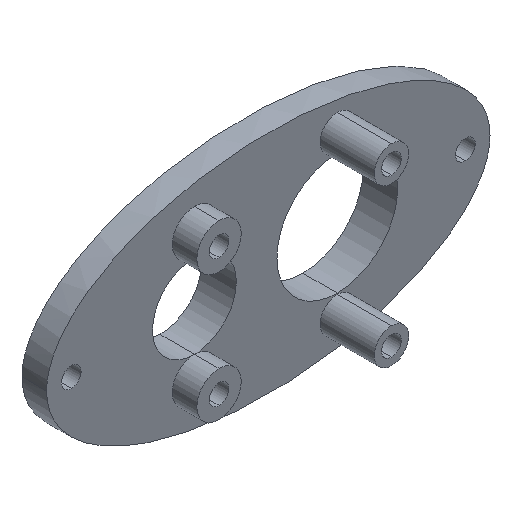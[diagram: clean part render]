
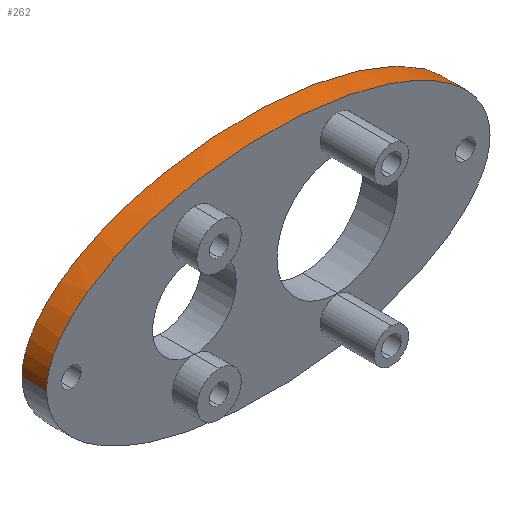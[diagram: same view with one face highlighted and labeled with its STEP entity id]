
A CAD part, isometric view. The second image highlights one B-rep face of the part: STEP entity #262.
In plain terms, the highlighted free-form (B-spline) face has degree [3, 1] with [4, 2] control points.
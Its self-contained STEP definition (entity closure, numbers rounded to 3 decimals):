
#8 = LINE ( 'NONE', #648, #375 ) ;
#53 = VERTEX_POINT ( 'NONE', #539 ) ;
#92 = CARTESIAN_POINT ( 'NONE',  ( -35., 170.236, 23. ) ) ;
#117 = VERTEX_POINT ( 'NONE', #1034 ) ;
#169 = EDGE_CURVE ( 'NONE', #117, #338, #531, .T. ) ;
#173 = EDGE_CURVE ( 'NONE', #53, #674, #8, .T. ) ;
#185 = CARTESIAN_POINT ( 'NONE',  ( -35., 170.236, 69. ) ) ;
#262 = ADVANCED_FACE ( 'NONE', ( #617 ), #387, .T. ) ;
#274 = VECTOR ( 'NONE', #855, 1000. ) ;
#338 = VERTEX_POINT ( 'NONE', #92 ) ;
#358 = CARTESIAN_POINT ( 'NONE',  ( -35., 170.236, 23. ) ) ;
#369 = CARTESIAN_POINT ( 'NONE',  ( -35., 280.236, 23. ) ) ;
#375 = VECTOR ( 'NONE', #1131, 1000. ) ;
#378 = CARTESIAN_POINT ( 'NONE',  ( -35., 170.236, 69. ) ) ;
#384 = CARTESIAN_POINT ( 'NONE',  ( -35., 175.236, 69. ) ) ;
#386 = CARTESIAN_POINT ( 'NONE',  ( -125., 170.236, 69. ) ) ;
#387 =( BOUNDED_SURFACE ( )  B_SPLINE_SURFACE ( 3, 1, ( 
 ( #861, #358 ),
 ( #384, #378 ),
 ( #677, #1061 ),
 ( #569, #484 ) ),
 .UNSPECIFIED., .F., .F., .T. ) 
 B_SPLINE_SURFACE_WITH_KNOTS ( ( 4, 4 ),
 ( 2, 2 ),
 ( 0., 1. ),
 ( 0., 1. ),
 .UNSPECIFIED. ) 
 GEOMETRIC_REPRESENTATION_ITEM ( )  RATIONAL_B_SPLINE_SURFACE ( (
 ( 1., 1.),
 ( 0.333, 0.333),
 ( 0.333, 0.333),
 ( 1., 1.) ) ) 
 REPRESENTATION_ITEM ( '' )  SURFACE ( )  );
#394 = ORIENTED_EDGE ( 'NONE', *, *, #762, .F. ) ;
#465 = CARTESIAN_POINT ( 'NONE',  ( -35., 175.236, 69. ) ) ;
#484 = CARTESIAN_POINT ( 'NONE',  ( -125., 170.236, 23. ) ) ;
#495 = CARTESIAN_POINT ( 'NONE',  ( -35., 170.236, 23. ) ) ;
#531 = LINE ( 'NONE', #369, #274 ) ;
#539 = CARTESIAN_POINT ( 'NONE',  ( -125., 175.236, 23. ) ) ;
#550 = CARTESIAN_POINT ( 'NONE',  ( -125., 170.236, 23. ) ) ;
#561 = CARTESIAN_POINT ( 'NONE',  ( -35., 175.236, 23. ) ) ;
#565 = ORIENTED_EDGE ( 'NONE', *, *, #173, .T. ) ;
#569 = CARTESIAN_POINT ( 'NONE',  ( -125., 175.236, 23. ) ) ;
#579 = CARTESIAN_POINT ( 'NONE',  ( -125., 170.236, 23. ) ) ;
#617 = FACE_OUTER_BOUND ( 'NONE', #1029, .T. ) ;
#648 = CARTESIAN_POINT ( 'NONE',  ( -125., 280.236, 23. ) ) ;
#674 = VERTEX_POINT ( 'NONE', #550 ) ;
#677 = CARTESIAN_POINT ( 'NONE',  ( -125., 175.236, 69. ) ) ;
#762 = EDGE_CURVE ( 'NONE', #53, #117, #1241, .T. ) ;
#855 = DIRECTION ( 'NONE',  ( 0., -1., 0. ) ) ;
#861 = CARTESIAN_POINT ( 'NONE',  ( -35., 175.236, 23. ) ) ;
#921 = EDGE_CURVE ( 'NONE', #338, #674, #997, .T. ) ;
#950 = ORIENTED_EDGE ( 'NONE', *, *, #921, .F. ) ;
#953 = CARTESIAN_POINT ( 'NONE',  ( -125., 175.236, 23. ) ) ;
#965 = ORIENTED_EDGE ( 'NONE', *, *, #169, .F. ) ;
#997 =( BOUNDED_CURVE ( )  B_SPLINE_CURVE ( 3, ( #495, #185, #386, #579 ),
 .UNSPECIFIED., .F., .T. ) 
 B_SPLINE_CURVE_WITH_KNOTS ( ( 4, 4 ),
 ( 0., 3.142 ),
 .UNSPECIFIED. ) 
 CURVE ( )  GEOMETRIC_REPRESENTATION_ITEM ( )  RATIONAL_B_SPLINE_CURVE ( ( 1., 0.333, 0.333, 1. ) ) 
 REPRESENTATION_ITEM ( '' )  );
#1029 = EDGE_LOOP ( 'NONE', ( #394, #565, #950, #965 ) ) ;
#1034 = CARTESIAN_POINT ( 'NONE',  ( -35., 175.236, 23. ) ) ;
#1061 = CARTESIAN_POINT ( 'NONE',  ( -125., 170.236, 69. ) ) ;
#1131 = DIRECTION ( 'NONE',  ( 0., -1., 0. ) ) ;
#1147 = CARTESIAN_POINT ( 'NONE',  ( -125., 175.236, 69. ) ) ;
#1241 =( BOUNDED_CURVE ( )  B_SPLINE_CURVE ( 3, ( #953, #1147, #465, #561 ),
 .UNSPECIFIED., .F., .F. ) 
 B_SPLINE_CURVE_WITH_KNOTS ( ( 4, 4 ),
 ( 3.142, 6.283 ),
 .UNSPECIFIED. ) 
 CURVE ( )  GEOMETRIC_REPRESENTATION_ITEM ( )  RATIONAL_B_SPLINE_CURVE ( ( 1., 0.333, 0.333, 1. ) ) 
 REPRESENTATION_ITEM ( '' )  );
